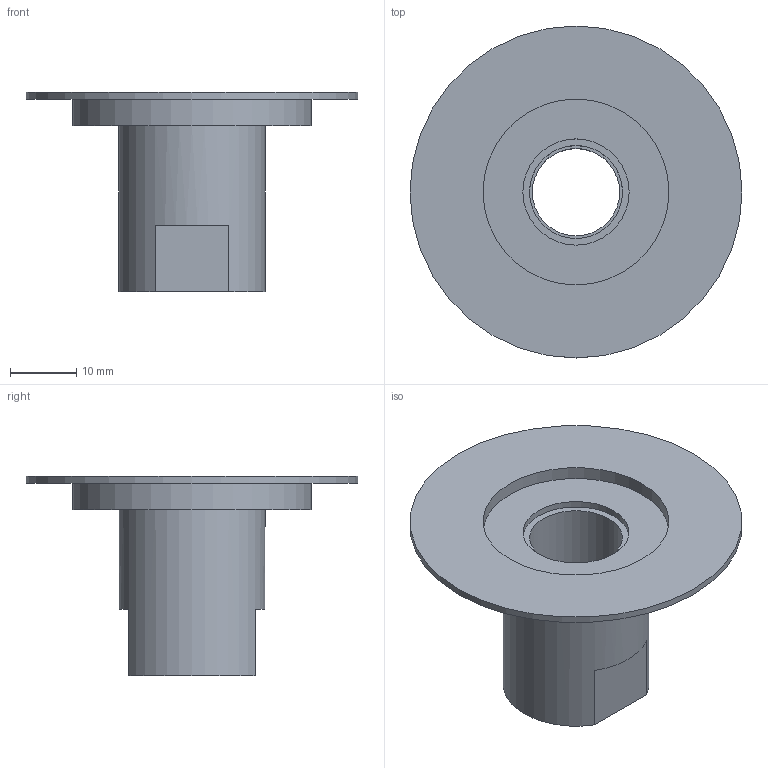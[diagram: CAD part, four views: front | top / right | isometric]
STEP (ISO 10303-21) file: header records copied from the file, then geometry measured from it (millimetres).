
FILE_DESCRIPTION(/* description */ ('Unknown','CAx-IF Rec.Pracs.---Representation and Presentation of Product Manufacturing Information (PMI)---4.0---2014-10-13','CAx-IF Rec.Pracs.---3D Tessellated Geometry---0.4---2014-09-14','2;1'),/* implementation_level */ '2;1');
FILE_NAME(/* name */ '503901_990204-P1-SS_Pilz_Ø22',/* time_stamp */ '2023-04-11T10:59:25+02:00',/* author */ ('Unknown'),/* organization */ ('Unknown'),/* preprocessor_version */ 'ST-DEVELOPER v16.7',/* originating_system */ 'Solid Edge',/* authorisation */ 'Unknown');
FILE_SCHEMA (('AP242_MANAGED_MODEL_BASED_3D_ENGINEERING_MIM_LF { 1 0 10303 442 1 1 4 }'));
Length unit declared in the file: millimetre
Products named in the file (1): 503901_990204-P1-SS_Pilz_Ø22
Bounding box: 50 x 50 x 30 mm (x, y, z)
Volume: 10012.1 mm3; surface area: 7353.1 mm2
Topology: 1 solids, 1 shells, 19 faces, 147 edges, 236 vertices
Faces by surface type: plane 11, cylinder 8
Full cylindrical faces by diameter (mm): 13.157 x2, 14 x1, 16 x1, 22 x1, 28 x1, 36 x1, 50 x1
Entity records: 2264 total; most frequent: CARTESIAN_POINT 1070, STYLED_ITEM 127, PRESENTATION_STYLE_ASSIGNMENT 127, CURVE_STYLE 108, DRAUGHTING_PRE_DEFINED_CURVE_FONT 108, TRIMMED_CURVE 108, B_SPLINE_CURVE_WITH_KNOTS 108, DIRECTION 84
